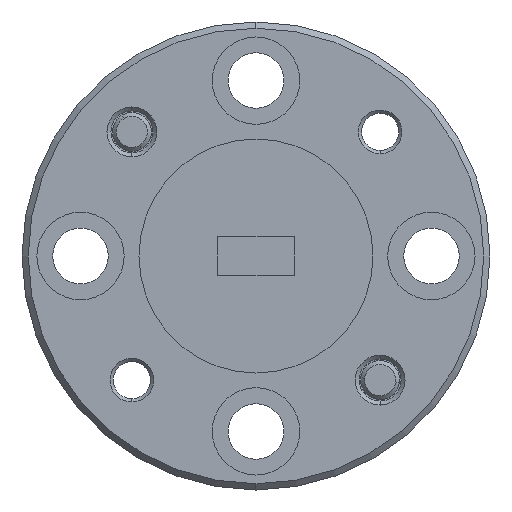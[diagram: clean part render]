
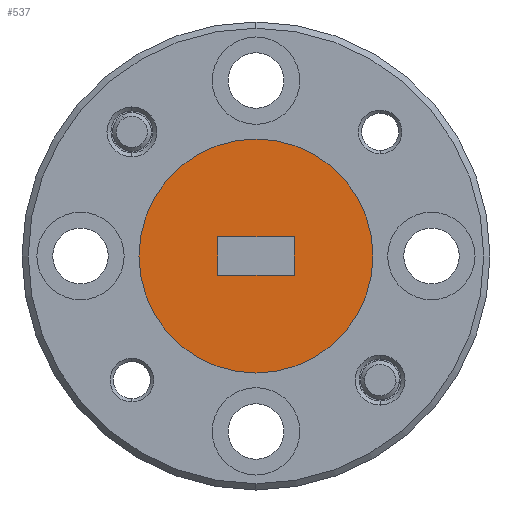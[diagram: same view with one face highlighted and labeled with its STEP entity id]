
A CAD part, left-side view. The second image highlights one B-rep face of the part: STEP entity #537.
In plain terms, the highlighted planar face has unit normal (-1, 0, 0).
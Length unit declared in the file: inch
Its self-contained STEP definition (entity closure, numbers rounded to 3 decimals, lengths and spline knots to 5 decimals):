
#10 = VERTEX_POINT ( 'NONE', #2541 ) ;
#31 = VECTOR ( 'NONE', #4206, 39.37008 ) ;
#33 = PLANE ( 'NONE',  #2940 ) ;
#174 = VERTEX_POINT ( 'NONE', #479 ) ;
#201 = CARTESIAN_POINT ( 'NONE',  ( -1.12097, 0.42715, 0.18484 ) ) ;
#222 = ORIENTED_EDGE ( 'NONE', *, *, #454, .F. ) ;
#380 = VECTOR ( 'NONE', #2432, 39.37008 ) ;
#454 = EDGE_CURVE ( 'NONE', #1128, #174, #3904, .T. ) ;
#475 = VECTOR ( 'NONE', #1501, 39.37008 ) ;
#479 = CARTESIAN_POINT ( 'NONE',  ( -1.12097, 0.42715, 0.18484 ) ) ;
#488 = DIRECTION ( 'NONE',  ( 0., 0., -1. ) ) ;
#537 = ADVANCED_FACE ( 'NONE', ( #3928, #3338 ), #33, .F. ) ;
#780 = VERTEX_POINT ( 'NONE', #3093 ) ;
#852 = CARTESIAN_POINT ( 'NONE',  ( -1.12097, 0.48815, 0.15434 ) ) ;
#1006 = EDGE_CURVE ( 'NONE', #10, #4207, #2437, .T. ) ;
#1128 = VERTEX_POINT ( 'NONE', #3504 ) ;
#1165 = CARTESIAN_POINT ( 'NONE',  ( -1.12097, 0.42715, 0.12384 ) ) ;
#1184 = CARTESIAN_POINT ( 'NONE',  ( -1.12097, 0.54915, 0.12384 ) ) ;
#1316 = DIRECTION ( 'NONE',  ( 0., 1., 0. ) ) ;
#1357 = CIRCLE ( 'NONE', #2382, 0.1875 ) ;
#1441 = CARTESIAN_POINT ( 'NONE',  ( -1.12097, 0.42715, 0.18484 ) ) ;
#1451 = EDGE_CURVE ( 'NONE', #4207, #1128, #1481, .T. ) ;
#1481 = LINE ( 'NONE', #1165, #31 ) ;
#1501 = DIRECTION ( 'NONE',  ( 0., 0., 1. ) ) ;
#1729 = EDGE_LOOP ( 'NONE', ( #222, #2435, #3347, #3256 ) ) ;
#1780 = DIRECTION ( 'NONE',  ( -1., 0., 0. ) ) ;
#2010 = EDGE_CURVE ( 'NONE', #174, #10, #2684, .T. ) ;
#2084 = EDGE_LOOP ( 'NONE', ( #3043, #3780 ) ) ;
#2099 = CARTESIAN_POINT ( 'NONE',  ( -1.12097, 0.48815, 0.15434 ) ) ;
#2232 = CARTESIAN_POINT ( 'NONE',  ( -1.12097, 0.48815, -0.03316 ) ) ;
#2312 = AXIS2_PLACEMENT_3D ( 'NONE', #852, #3808, #4129 ) ;
#2382 = AXIS2_PLACEMENT_3D ( 'NONE', #2099, #1780, #2769 ) ;
#2432 = DIRECTION ( 'NONE',  ( 0., 1., 0. ) ) ;
#2435 = ORIENTED_EDGE ( 'NONE', *, *, #1451, .F. ) ;
#2437 = LINE ( 'NONE', #3129, #3491 ) ;
#2478 = EDGE_CURVE ( 'NONE', #780, #3269, #3974, .T. ) ;
#2541 = CARTESIAN_POINT ( 'NONE',  ( -1.12097, 0.54915, 0.18484 ) ) ;
#2684 = LINE ( 'NONE', #1441, #380 ) ;
#2769 = DIRECTION ( 'NONE',  ( 0., 0., 1. ) ) ;
#2926 = CARTESIAN_POINT ( 'NONE',  ( -1.12097, 0.67565, 0.15434 ) ) ;
#2940 = AXIS2_PLACEMENT_3D ( 'NONE', #2926, #4003, #1316 ) ;
#3043 = ORIENTED_EDGE ( 'NONE', *, *, #2478, .T. ) ;
#3093 = CARTESIAN_POINT ( 'NONE',  ( -1.12097, 0.48815, 0.34184 ) ) ;
#3129 = CARTESIAN_POINT ( 'NONE',  ( -1.12097, 0.54915, 0.18484 ) ) ;
#3201 = EDGE_CURVE ( 'NONE', #3269, #780, #1357, .T. ) ;
#3256 = ORIENTED_EDGE ( 'NONE', *, *, #2010, .F. ) ;
#3269 = VERTEX_POINT ( 'NONE', #2232 ) ;
#3338 = FACE_OUTER_BOUND ( 'NONE', #2084, .T. ) ;
#3347 = ORIENTED_EDGE ( 'NONE', *, *, #1006, .F. ) ;
#3491 = VECTOR ( 'NONE', #488, 39.37008 ) ;
#3504 = CARTESIAN_POINT ( 'NONE',  ( -1.12097, 0.42715, 0.12384 ) ) ;
#3780 = ORIENTED_EDGE ( 'NONE', *, *, #3201, .T. ) ;
#3808 = DIRECTION ( 'NONE',  ( -1., 0., 0. ) ) ;
#3904 = LINE ( 'NONE', #201, #475 ) ;
#3928 = FACE_BOUND ( 'NONE', #1729, .T. ) ;
#3974 = CIRCLE ( 'NONE', #2312, 0.1875 ) ;
#4003 = DIRECTION ( 'NONE',  ( 1., 0., 0. ) ) ;
#4129 = DIRECTION ( 'NONE',  ( 0., 0., 1. ) ) ;
#4206 = DIRECTION ( 'NONE',  ( 0., -1., 0. ) ) ;
#4207 = VERTEX_POINT ( 'NONE', #1184 ) ;
